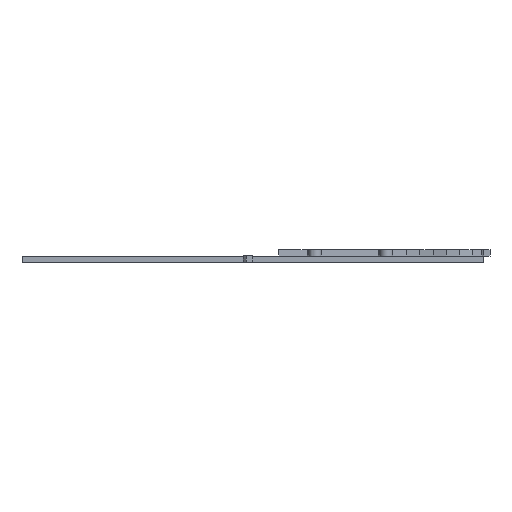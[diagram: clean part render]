
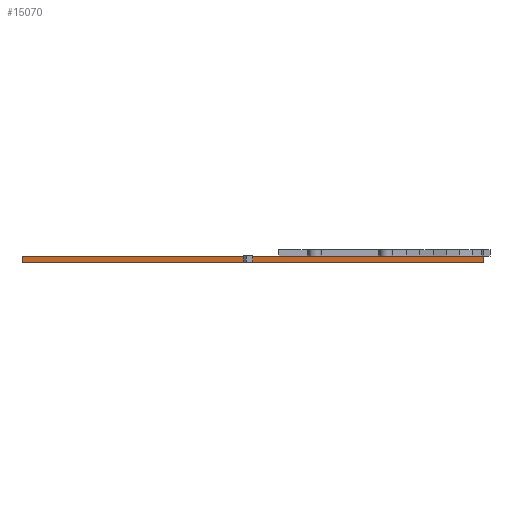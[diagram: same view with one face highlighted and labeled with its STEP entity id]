
A CAD part, left-side view. The second image highlights one B-rep face of the part: STEP entity #15070.
In plain terms, the highlighted planar face has unit normal (-1, 0, 0).
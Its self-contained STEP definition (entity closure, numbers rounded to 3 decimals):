
#1760=FACE_OUTER_BOUND('',#2745,.T.);
#2745=EDGE_LOOP('',(#13558,#13559,#13560,#13561));
#3670=LINE('',#22794,#5283);
#3840=LINE('',#23390,#5453);
#3864=LINE('',#23451,#5477);
#4272=LINE('',#24493,#5885);
#5283=VECTOR('',#18514,10.);
#5453=VECTOR('',#18976,10.);
#5477=VECTOR('',#19016,10.);
#5885=VECTOR('',#20202,10.);
#6803=VERTEX_POINT('',#22791);
#6804=VERTEX_POINT('',#22793);
#7084=VERTEX_POINT('',#23389);
#7113=VERTEX_POINT('',#23450);
#8598=EDGE_CURVE('',#6804,#6803,#3670,.T.);
#8896=EDGE_CURVE('',#6804,#7084,#3840,.T.);
#8927=EDGE_CURVE('',#7084,#7113,#3864,.T.);
#9448=EDGE_CURVE('',#6803,#7113,#4272,.T.);
#13558=ORIENTED_EDGE('',*,*,#8598,.T.);
#13559=ORIENTED_EDGE('',*,*,#9448,.T.);
#13560=ORIENTED_EDGE('',*,*,#8927,.F.);
#13561=ORIENTED_EDGE('',*,*,#8896,.F.);
#14361=PLANE('',#16323);
#15070=ADVANCED_FACE('',(#1760),#14361,.T.);
#16323=AXIS2_PLACEMENT_3D('',#24494,#20203,#20204);
#18514=DIRECTION('',(0.,-1.,0.));
#18976=DIRECTION('',(0.,0.,1.));
#19016=DIRECTION('',(0.,-1.,0.));
#20202=DIRECTION('',(0.,0.,1.));
#20203=DIRECTION('center_axis',(-1.,0.,0.));
#20204=DIRECTION('ref_axis',(0.,-1.,0.));
#22791=CARTESIAN_POINT('',(0.,0.,0.));
#22793=CARTESIAN_POINT('',(0.,450.,0.));
#22794=CARTESIAN_POINT('',(0.,450.,0.));
#23389=CARTESIAN_POINT('',(0.,450.,6.));
#23390=CARTESIAN_POINT('',(0.,450.,0.));
#23450=CARTESIAN_POINT('',(0.,0.,6.));
#23451=CARTESIAN_POINT('',(0.,450.,6.));
#24493=CARTESIAN_POINT('',(0.,0.,0.));
#24494=CARTESIAN_POINT('Origin',(0.,450.,0.));
